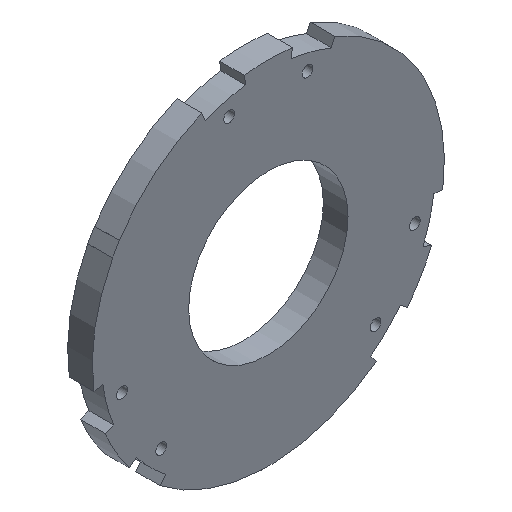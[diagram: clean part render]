
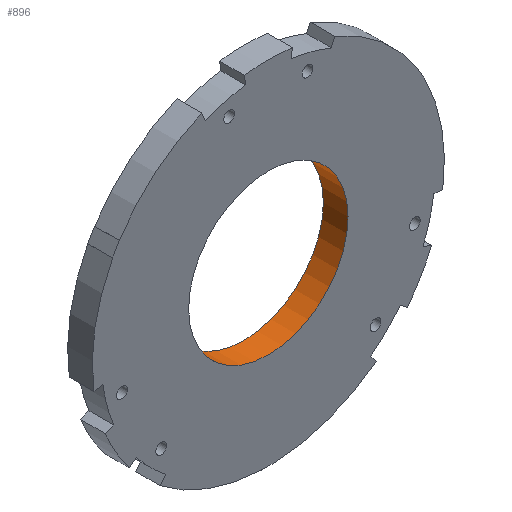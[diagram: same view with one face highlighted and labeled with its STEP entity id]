
A CAD part, isometric view. The second image highlights one B-rep face of the part: STEP entity #896.
In plain terms, the highlighted cylindrical face has radius 25.8 mm (diameter 51.6 mm), a full revolution.
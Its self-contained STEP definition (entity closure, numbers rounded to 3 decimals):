
#60=CIRCLE('',#978,25.8);
#69=CIRCLE('',#996,25.8);
#91=CYLINDRICAL_SURFACE('',#995,25.8);
#126=FACE_OUTER_BOUND('',#178,.T.);
#178=EDGE_LOOP('',(#747,#748,#749,#750));
#267=LINE('',#1499,#352);
#352=VECTOR('',#1229,25.8);
#439=VERTEX_POINT('',#1464);
#447=VERTEX_POINT('',#1497);
#547=EDGE_CURVE('',#439,#439,#60,.T.);
#563=EDGE_CURVE('',#447,#447,#69,.T.);
#564=EDGE_CURVE('',#447,#439,#267,.T.);
#747=ORIENTED_EDGE('',*,*,#563,.F.);
#748=ORIENTED_EDGE('',*,*,#564,.T.);
#749=ORIENTED_EDGE('',*,*,#547,.T.);
#750=ORIENTED_EDGE('',*,*,#564,.F.);
#896=ADVANCED_FACE('',(#126),#91,.F.);
#978=AXIS2_PLACEMENT_3D('',#1465,#1184,#1185);
#995=AXIS2_PLACEMENT_3D('',#1496,#1225,#1226);
#996=AXIS2_PLACEMENT_3D('',#1498,#1227,#1228);
#1184=DIRECTION('center_axis',(0.,-1.,0.));
#1185=DIRECTION('ref_axis',(1.,0.,0.));
#1225=DIRECTION('center_axis',(0.,1.,0.));
#1226=DIRECTION('ref_axis',(1.,0.,0.));
#1227=DIRECTION('center_axis',(0.,-1.,0.));
#1228=DIRECTION('ref_axis',(1.,0.,0.));
#1229=DIRECTION('',(0.,-1.,0.));
#1464=CARTESIAN_POINT('',(-25.8,0.,0.));
#1465=CARTESIAN_POINT('Origin',(0.,0.,0.));
#1496=CARTESIAN_POINT('Origin',(0.,0.,0.));
#1497=CARTESIAN_POINT('',(-25.8,8.,0.));
#1498=CARTESIAN_POINT('Origin',(0.,8.,0.));
#1499=CARTESIAN_POINT('',(-25.8,0.,0.));
